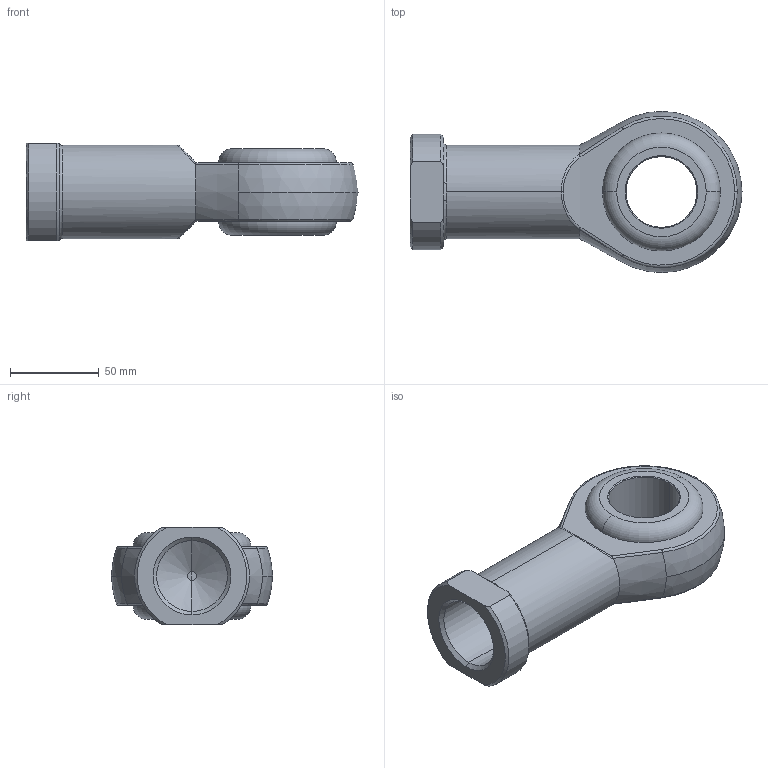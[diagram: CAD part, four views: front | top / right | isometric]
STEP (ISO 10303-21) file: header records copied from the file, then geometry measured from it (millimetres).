
FILE_DESCRIPTION (( 'STEP AP214' ), '1' );
FILE_NAME ('250-KMB-RE-(40 ) .STEP', '2013-07-24T05:39:03', ( '' ), ( '' ), 'SwSTEP 2.0', 'SolidWorks 2010', '' );
FILE_SCHEMA (( 'AUTOMOTIVE_DESIGN' ));
Length unit declared in the file: millimetre
Products named in the file (1): 250-KMB-RE-(40 ) 
Bounding box: 187.5 x 90.99 x 55 mm (x, y, z)
Volume: 326721.3 mm3; surface area: 55931 mm2
Topology: 1 solids, 1 shells, 58 faces, 138 edges, 85 vertices
Faces by surface type: cone 14, cylinder 12, plane 11, bspline 10, torus 9, sphere 2
Entity records: 2143 total; most frequent: CARTESIAN_POINT 818, ORIENTED_EDGE 276, DIRECTION 259, EDGE_CURVE 138, AXIS2_PLACEMENT_3D 114, VERTEX_POINT 85, CIRCLE 65, EDGE_LOOP 63
